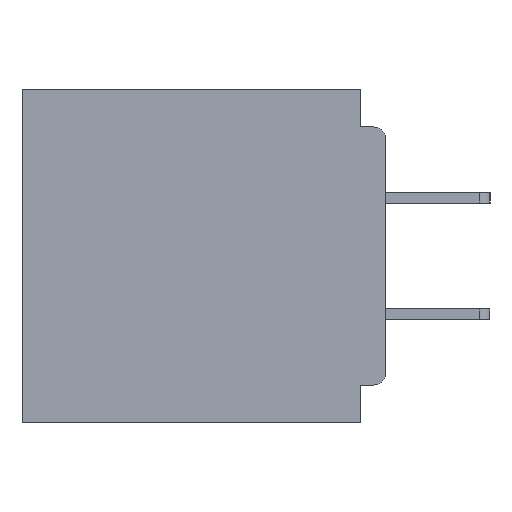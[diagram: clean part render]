
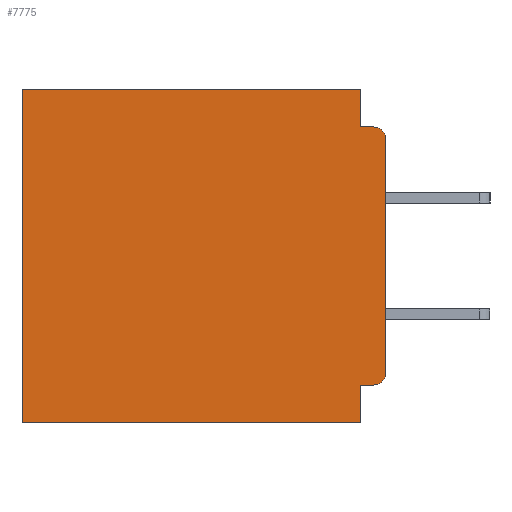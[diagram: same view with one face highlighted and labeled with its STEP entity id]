
A CAD part, left-side view. The second image highlights one B-rep face of the part: STEP entity #7775.
In plain terms, the highlighted planar face has unit normal (-1, 0, 0).
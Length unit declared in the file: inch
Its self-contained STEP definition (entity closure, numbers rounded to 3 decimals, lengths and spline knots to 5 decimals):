
#29 = CARTESIAN_POINT ( 'NONE',  ( 0.3, 0.031, -0.4 ) ) ;
#802 = DIRECTION ( 'NONE',  ( 0., 0., -1. ) ) ;
#1470 = CARTESIAN_POINT ( 'NONE',  ( 0.3, 0., -0.355 ) ) ;
#1687 = VERTEX_POINT ( 'NONE', #3794 ) ;
#1761 = VERTEX_POINT ( 'NONE', #42699 ) ;
#3794 = CARTESIAN_POINT ( 'NONE',  ( 0.3, 0.031, -0.355 ) ) ;
#4185 = CARTESIAN_POINT ( 'NONE',  ( 0.3, 0.031, 0. ) ) ;
#5003 = VERTEX_POINT ( 'NONE', #12919 ) ;
#5887 = CARTESIAN_POINT ( 'NONE',  ( 0.3, 0.437, -0.4 ) ) ;
#5964 = CARTESIAN_POINT ( 'NONE',  ( 0.3, 0., 0. ) ) ;
#6873 = ORIENTED_EDGE ( 'NONE', *, *, #44644, .F. ) ;
#7249 = EDGE_LOOP ( 'NONE', ( #47977, #48803, #22726, #38350, #29680, #40058, #41923, #6873, #8690, #22662 ) ) ;
#7552 = EDGE_CURVE ( 'NONE', #31333, #1687, #18285, .T. ) ;
#7775 = ADVANCED_FACE ( 'NONE', ( #18879 ), #22887, .F. ) ;
#8690 = ORIENTED_EDGE ( 'NONE', *, *, #7552, .F. ) ;
#9531 = AXIS2_PLACEMENT_3D ( 'NONE', #39770, #15900, #43806 ) ;
#10335 = CARTESIAN_POINT ( 'NONE',  ( 0.3, 0., -0.4 ) ) ;
#10404 = VERTEX_POINT ( 'NONE', #5887 ) ;
#12919 = CARTESIAN_POINT ( 'NONE',  ( 0.3, 0., -0.06 ) ) ;
#13235 = AXIS2_PLACEMENT_3D ( 'NONE', #14807, #50602, #26854 ) ;
#13564 = DIRECTION ( 'NONE',  ( 0., 1., 0. ) ) ;
#13777 = CIRCLE ( 'NONE', #50376, 0.015 ) ;
#14807 = CARTESIAN_POINT ( 'NONE',  ( 0.3, 0., -0.4 ) ) ;
#15833 = EDGE_CURVE ( 'NONE', #30161, #39805, #15977, .T. ) ;
#15900 = DIRECTION ( 'NONE',  ( -1., 0., 0. ) ) ;
#15977 = LINE ( 'NONE', #5964, #35929 ) ;
#17007 = VECTOR ( 'NONE', #21527, 39.37008 ) ;
#17074 = VECTOR ( 'NONE', #18726, 39.37008 ) ;
#17164 = DIRECTION ( 'NONE',  ( -1., 0., 0. ) ) ;
#18285 = LINE ( 'NONE', #1470, #17007 ) ;
#18726 = DIRECTION ( 'NONE',  ( 0., -1., 0. ) ) ;
#18802 = VERTEX_POINT ( 'NONE', #29677 ) ;
#18879 = FACE_OUTER_BOUND ( 'NONE', #7249, .T. ) ;
#20861 = EDGE_CURVE ( 'NONE', #39805, #10404, #44200, .T. ) ;
#21527 = DIRECTION ( 'NONE',  ( 0., 1., 0. ) ) ;
#22368 = CARTESIAN_POINT ( 'NONE',  ( 0.3, 0.015, -0.355 ) ) ;
#22662 = ORIENTED_EDGE ( 'NONE', *, *, #40656, .T. ) ;
#22726 = ORIENTED_EDGE ( 'NONE', *, *, #26350, .F. ) ;
#22887 = PLANE ( 'NONE',  #13235 ) ;
#24208 = DIRECTION ( 'NONE',  ( 0., 0., -1. ) ) ;
#24248 = LINE ( 'NONE', #4185, #36063 ) ;
#24993 = EDGE_CURVE ( 'NONE', #1761, #10404, #42698, .T. ) ;
#25270 = VECTOR ( 'NONE', #13564, 39.37008 ) ;
#26350 = EDGE_CURVE ( 'NONE', #18802, #38141, #31397, .T. ) ;
#26698 = VECTOR ( 'NONE', #38424, 39.37008 ) ;
#26709 = CARTESIAN_POINT ( 'NONE',  ( 0.3, 0., -0.045 ) ) ;
#26854 = DIRECTION ( 'NONE',  ( 0., 0., -1. ) ) ;
#29677 = CARTESIAN_POINT ( 'NONE',  ( 0.3, 0.031, -0.045 ) ) ;
#29680 = ORIENTED_EDGE ( 'NONE', *, *, #15833, .T. ) ;
#30161 = VERTEX_POINT ( 'NONE', #47125 ) ;
#31333 = VERTEX_POINT ( 'NONE', #22368 ) ;
#31397 = LINE ( 'NONE', #26709, #17074 ) ;
#32067 = DIRECTION ( 'NONE',  ( 0., 0., -1. ) ) ;
#33625 = VECTOR ( 'NONE', #802, 39.37008 ) ;
#34652 = CARTESIAN_POINT ( 'NONE',  ( 0.3, 0.437, 0. ) ) ;
#35100 = VECTOR ( 'NONE', #32067, 39.37008 ) ;
#35929 = VECTOR ( 'NONE', #37926, 39.37008 ) ;
#36063 = VECTOR ( 'NONE', #24208, 39.37008 ) ;
#36113 = CARTESIAN_POINT ( 'NONE',  ( 0.3, 0., -0.34 ) ) ;
#36647 = CARTESIAN_POINT ( 'NONE',  ( 0.3, 0.437, -0.4 ) ) ;
#37263 = LINE ( 'NONE', #10335, #26698 ) ;
#37926 = DIRECTION ( 'NONE',  ( 0., 1., 0. ) ) ;
#38141 = VERTEX_POINT ( 'NONE', #47476 ) ;
#38350 = ORIENTED_EDGE ( 'NONE', *, *, #47281, .F. ) ;
#38424 = DIRECTION ( 'NONE',  ( 0., 0., -1. ) ) ;
#39770 = CARTESIAN_POINT ( 'NONE',  ( 0.3, 0.015, -0.34 ) ) ;
#39805 = VERTEX_POINT ( 'NONE', #34652 ) ;
#40058 = ORIENTED_EDGE ( 'NONE', *, *, #20861, .T. ) ;
#40656 = EDGE_CURVE ( 'NONE', #31333, #40746, #48580, .T. ) ;
#40746 = VERTEX_POINT ( 'NONE', #36113 ) ;
#40999 = CARTESIAN_POINT ( 'NONE',  ( 0.3, 0.015, -0.06 ) ) ;
#41476 = CARTESIAN_POINT ( 'NONE',  ( 0.3, 0., -0.4 ) ) ;
#41923 = ORIENTED_EDGE ( 'NONE', *, *, #24993, .F. ) ;
#42698 = LINE ( 'NONE', #41476, #25270 ) ;
#42699 = CARTESIAN_POINT ( 'NONE',  ( 0.3, 0.031, -0.4 ) ) ;
#43806 = DIRECTION ( 'NONE',  ( 0., 0., -1. ) ) ;
#44200 = LINE ( 'NONE', #36647, #33625 ) ;
#44644 = EDGE_CURVE ( 'NONE', #1687, #1761, #46924, .T. ) ;
#44994 = DIRECTION ( 'NONE',  ( 0., 0., -1. ) ) ;
#46011 = EDGE_CURVE ( 'NONE', #5003, #38141, #13777, .T. ) ;
#46924 = LINE ( 'NONE', #29, #35100 ) ;
#47125 = CARTESIAN_POINT ( 'NONE',  ( 0.3, 0.031, 0. ) ) ;
#47281 = EDGE_CURVE ( 'NONE', #30161, #18802, #24248, .T. ) ;
#47476 = CARTESIAN_POINT ( 'NONE',  ( 0.3, 0.015, -0.045 ) ) ;
#47665 = EDGE_CURVE ( 'NONE', #5003, #40746, #37263, .T. ) ;
#47977 = ORIENTED_EDGE ( 'NONE', *, *, #47665, .F. ) ;
#48580 = CIRCLE ( 'NONE', #9531, 0.015 ) ;
#48803 = ORIENTED_EDGE ( 'NONE', *, *, #46011, .T. ) ;
#50376 = AXIS2_PLACEMENT_3D ( 'NONE', #40999, #17164, #44994 ) ;
#50602 = DIRECTION ( 'NONE',  ( 1., 0., 0. ) ) ;
